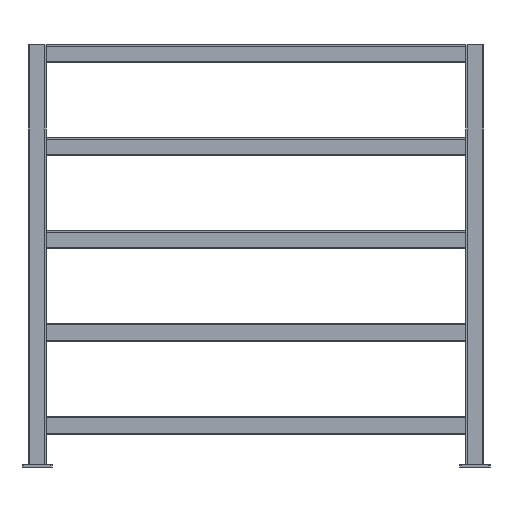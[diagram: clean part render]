
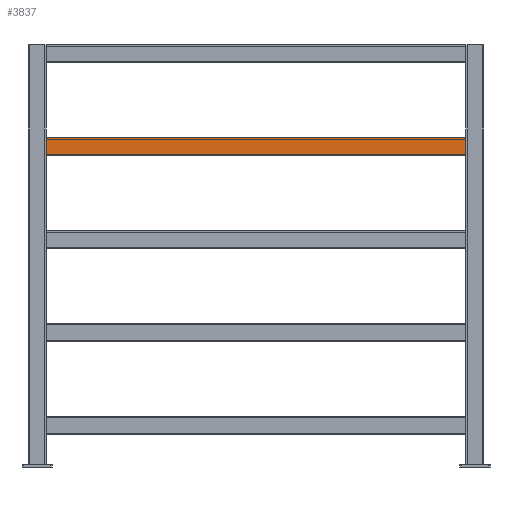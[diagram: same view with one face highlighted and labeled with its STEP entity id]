
A CAD part, left-side view. The second image highlights one B-rep face of the part: STEP entity #3837.
In plain terms, the highlighted free-form (B-spline) face has degree [1, 1] with [2, 2] control points.
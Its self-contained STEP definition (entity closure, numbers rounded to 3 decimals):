
#3689 = EDGE_CURVE('',#3690,#3692,#3694,.T.);
#3690 = VERTEX_POINT('',#3691);
#3691 = CARTESIAN_POINT('',(-1620.624,-945.094,
    445.672));
#3692 = VERTEX_POINT('',#3693);
#3693 = CARTESIAN_POINT('',(-1620.624,-945.094,
    526.703));
#3694 = B_SPLINE_CURVE_WITH_KNOTS('',1,(#3695,#3696),.UNSPECIFIED.,.F.,
  .F.,(2,2),(-30.,30.),.PIECEWISE_BEZIER_KNOTS.);
#3695 = CARTESIAN_POINT('',(-1620.624,-945.094,
    445.672));
#3696 = CARTESIAN_POINT('',(-1620.624,-945.094,
    526.703));
#3756 = VERTEX_POINT('',#3757);
#3757 = CARTESIAN_POINT('',(-1620.624,945.094,
    526.703));
#3772 = VERTEX_POINT('',#3773);
#3773 = CARTESIAN_POINT('',(-1620.624,945.094,
    445.672));
#3778 = EDGE_CURVE('',#3772,#3756,#3779,.T.);
#3779 = B_SPLINE_CURVE_WITH_KNOTS('',1,(#3780,#3781),.UNSPECIFIED.,.F.,
  .F.,(2,2),(-30.,30.),.PIECEWISE_BEZIER_KNOTS.);
#3780 = CARTESIAN_POINT('',(-1620.624,945.094,
    445.672));
#3781 = CARTESIAN_POINT('',(-1620.624,945.094,
    526.703));
#3821 = EDGE_CURVE('',#3772,#3690,#3822,.T.);
#3822 = B_SPLINE_CURVE_WITH_KNOTS('',1,(#3823,#3824),.UNSPECIFIED.,.F.,
  .F.,(2,2),(-699.8,699.8),.PIECEWISE_BEZIER_KNOTS.);
#3823 = CARTESIAN_POINT('',(-1620.624,945.094,
    445.672));
#3824 = CARTESIAN_POINT('',(-1620.624,-945.094,
    445.672));
#3837 = ADVANCED_FACE('',(#3838),#3848,.F.);
#3838 = FACE_BOUND('',#3839,.T.);
#3839 = EDGE_LOOP('',(#3840,#3845,#3846,#3847));
#3840 = ORIENTED_EDGE('',*,*,#3841,.F.);
#3841 = EDGE_CURVE('',#3756,#3692,#3842,.T.);
#3842 = B_SPLINE_CURVE_WITH_KNOTS('',1,(#3843,#3844),.UNSPECIFIED.,.F.,
  .F.,(2,2),(-699.8,699.8),.PIECEWISE_BEZIER_KNOTS.);
#3843 = CARTESIAN_POINT('',(-1620.624,945.094,
    526.703));
#3844 = CARTESIAN_POINT('',(-1620.624,-945.094,
    526.703));
#3845 = ORIENTED_EDGE('',*,*,#3778,.F.);
#3846 = ORIENTED_EDGE('',*,*,#3821,.T.);
#3847 = ORIENTED_EDGE('',*,*,#3689,.T.);
#3848 = B_SPLINE_SURFACE_WITH_KNOTS('',1,1,(
    (#3849,#3850)
    ,(#3851,#3852
    )),.UNSPECIFIED.,.F.,.F.,.F.,(2,2),(2,2),(0.2,1399.8),(310.,370.
    ),.PIECEWISE_BEZIER_KNOTS.);
#3849 = CARTESIAN_POINT('',(-1620.624,945.094,
    526.703));
#3850 = CARTESIAN_POINT('',(-1620.624,945.094,
    445.672));
#3851 = CARTESIAN_POINT('',(-1620.624,-945.094,
    526.703));
#3852 = CARTESIAN_POINT('',(-1620.624,-945.094,
    445.672));
